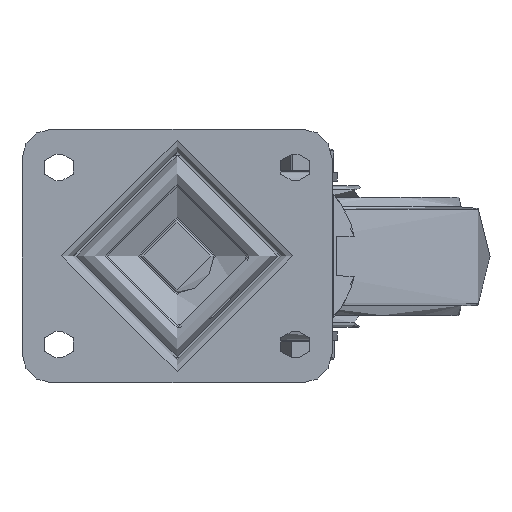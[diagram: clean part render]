
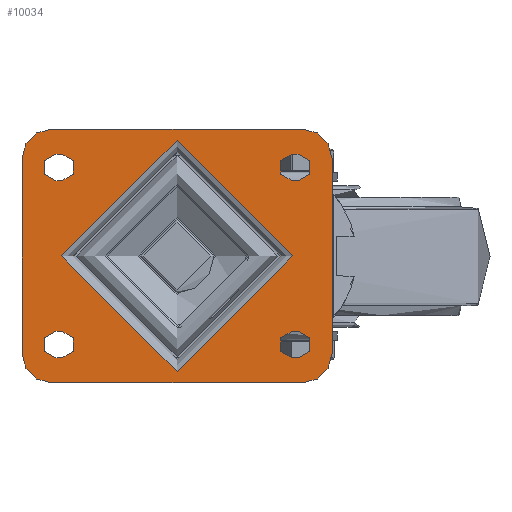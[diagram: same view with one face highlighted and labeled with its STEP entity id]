
A CAD part, top view. The second image highlights one B-rep face of the part: STEP entity #10034.
In plain terms, the highlighted planar face has unit normal (0, 0, 1).
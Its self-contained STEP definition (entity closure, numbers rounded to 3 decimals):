
#378=FACE_BOUND('',#3476,.T.);
#379=FACE_BOUND('',#3477,.T.);
#380=FACE_BOUND('',#3478,.T.);
#381=FACE_BOUND('',#3479,.T.);
#382=FACE_BOUND('',#3480,.T.);
#541=PLANE('',#10968);
#1278=LINE('',#15768,#2029);
#1279=LINE('',#15769,#2030);
#1280=LINE('',#15770,#2031);
#1281=LINE('',#15771,#2032);
#1282=LINE('',#15772,#2033);
#1283=LINE('',#15773,#2034);
#1284=LINE('',#15774,#2035);
#1285=LINE('',#15775,#2036);
#1286=LINE('',#15776,#2037);
#1287=LINE('',#15777,#2038);
#1288=LINE('',#15778,#2039);
#1289=LINE('',#15779,#2040);
#2029=VECTOR('',#12572,1000.);
#2030=VECTOR('',#12573,1000.);
#2031=VECTOR('',#12574,1000.);
#2032=VECTOR('',#12575,1000.);
#2033=VECTOR('',#12576,1000.);
#2034=VECTOR('',#12577,1000.);
#2035=VECTOR('',#12578,1000.);
#2036=VECTOR('',#12579,1000.);
#2037=VECTOR('',#12580,1000.);
#2038=VECTOR('',#12581,1000.);
#2039=VECTOR('',#12582,1000.);
#2040=VECTOR('',#12583,1000.);
#2872=FACE_OUTER_BOUND('',#3475,.T.);
#3475=EDGE_LOOP('',(#7647,#7648,#7649,#7650,#7651,#7652,#7653,#7654));
#3476=EDGE_LOOP('',(#7655));
#3477=EDGE_LOOP('',(#7656,#7657,#7658,#7659));
#3478=EDGE_LOOP('',(#7660,#7661,#7662,#7663));
#3479=EDGE_LOOP('',(#7664,#7665,#7666,#7667));
#3480=EDGE_LOOP('',(#7668,#7669,#7670,#7671));
#3971=CIRCLE('',#10637,4.5);
#3973=CIRCLE('',#10640,4.5);
#3975=CIRCLE('',#10643,4.5);
#3977=CIRCLE('',#10646,4.5);
#3979=CIRCLE('',#10649,4.5);
#3981=CIRCLE('',#10652,4.5);
#3983=CIRCLE('',#10655,4.5);
#3985=CIRCLE('',#10658,4.5);
#3986=CIRCLE('',#10660,10.);
#3988=CIRCLE('',#10663,10.);
#3990=CIRCLE('',#10666,10.);
#3992=CIRCLE('',#10669,10.);
#4002=CIRCLE('',#10683,39.);
#4394=VERTEX_POINT('',#14554);
#4395=VERTEX_POINT('',#14556);
#4398=VERTEX_POINT('',#14563);
#4399=VERTEX_POINT('',#14565);
#4402=VERTEX_POINT('',#14572);
#4403=VERTEX_POINT('',#14574);
#4406=VERTEX_POINT('',#14581);
#4407=VERTEX_POINT('',#14583);
#4410=VERTEX_POINT('',#14590);
#4411=VERTEX_POINT('',#14592);
#4414=VERTEX_POINT('',#14599);
#4415=VERTEX_POINT('',#14601);
#4418=VERTEX_POINT('',#14608);
#4419=VERTEX_POINT('',#14610);
#4422=VERTEX_POINT('',#14617);
#4423=VERTEX_POINT('',#14619);
#4424=VERTEX_POINT('',#14623);
#4425=VERTEX_POINT('',#14624);
#4428=VERTEX_POINT('',#14632);
#4429=VERTEX_POINT('',#14633);
#4432=VERTEX_POINT('',#14641);
#4433=VERTEX_POINT('',#14642);
#4436=VERTEX_POINT('',#14650);
#4437=VERTEX_POINT('',#14651);
#4446=VERTEX_POINT('',#14677);
#5346=EDGE_CURVE('',#4395,#4394,#3971,.T.);
#5350=EDGE_CURVE('',#4399,#4398,#3973,.T.);
#5354=EDGE_CURVE('',#4403,#4402,#3975,.T.);
#5358=EDGE_CURVE('',#4407,#4406,#3977,.T.);
#5362=EDGE_CURVE('',#4411,#4410,#3979,.T.);
#5366=EDGE_CURVE('',#4415,#4414,#3981,.T.);
#5370=EDGE_CURVE('',#4419,#4418,#3983,.T.);
#5374=EDGE_CURVE('',#4423,#4422,#3985,.T.);
#5376=EDGE_CURVE('',#4424,#4425,#3986,.T.);
#5380=EDGE_CURVE('',#4428,#4429,#3988,.T.);
#5384=EDGE_CURVE('',#4432,#4433,#3990,.T.);
#5388=EDGE_CURVE('',#4436,#4437,#3992,.T.);
#5401=EDGE_CURVE('',#4446,#4446,#4002,.T.);
#5772=EDGE_CURVE('',#4433,#4436,#1278,.T.);
#5773=EDGE_CURVE('',#4429,#4432,#1279,.T.);
#5774=EDGE_CURVE('',#4425,#4428,#1280,.T.);
#5775=EDGE_CURVE('',#4437,#4424,#1281,.T.);
#5776=EDGE_CURVE('',#4418,#4423,#1282,.T.);
#5777=EDGE_CURVE('',#4422,#4419,#1283,.T.);
#5778=EDGE_CURVE('',#4410,#4415,#1284,.T.);
#5779=EDGE_CURVE('',#4414,#4411,#1285,.T.);
#5780=EDGE_CURVE('',#4402,#4407,#1286,.T.);
#5781=EDGE_CURVE('',#4406,#4403,#1287,.T.);
#5782=EDGE_CURVE('',#4394,#4399,#1288,.T.);
#5783=EDGE_CURVE('',#4398,#4395,#1289,.T.);
#7647=ORIENTED_EDGE('',*,*,#5388,.F.);
#7648=ORIENTED_EDGE('',*,*,#5772,.F.);
#7649=ORIENTED_EDGE('',*,*,#5384,.F.);
#7650=ORIENTED_EDGE('',*,*,#5773,.F.);
#7651=ORIENTED_EDGE('',*,*,#5380,.F.);
#7652=ORIENTED_EDGE('',*,*,#5774,.F.);
#7653=ORIENTED_EDGE('',*,*,#5376,.F.);
#7654=ORIENTED_EDGE('',*,*,#5775,.F.);
#7655=ORIENTED_EDGE('',*,*,#5401,.F.);
#7656=ORIENTED_EDGE('',*,*,#5776,.T.);
#7657=ORIENTED_EDGE('',*,*,#5374,.T.);
#7658=ORIENTED_EDGE('',*,*,#5777,.T.);
#7659=ORIENTED_EDGE('',*,*,#5370,.T.);
#7660=ORIENTED_EDGE('',*,*,#5778,.T.);
#7661=ORIENTED_EDGE('',*,*,#5366,.T.);
#7662=ORIENTED_EDGE('',*,*,#5779,.T.);
#7663=ORIENTED_EDGE('',*,*,#5362,.T.);
#7664=ORIENTED_EDGE('',*,*,#5780,.T.);
#7665=ORIENTED_EDGE('',*,*,#5358,.T.);
#7666=ORIENTED_EDGE('',*,*,#5781,.T.);
#7667=ORIENTED_EDGE('',*,*,#5354,.T.);
#7668=ORIENTED_EDGE('',*,*,#5782,.T.);
#7669=ORIENTED_EDGE('',*,*,#5350,.T.);
#7670=ORIENTED_EDGE('',*,*,#5783,.T.);
#7671=ORIENTED_EDGE('',*,*,#5346,.T.);
#10034=ADVANCED_FACE('',(#2872,#378,#379,#380,#381,#382),#541,.T.);
#10637=AXIS2_PLACEMENT_3D('',#14557,#11702,#11703);
#10640=AXIS2_PLACEMENT_3D('',#14566,#11710,#11711);
#10643=AXIS2_PLACEMENT_3D('',#14575,#11718,#11719);
#10646=AXIS2_PLACEMENT_3D('',#14584,#11726,#11727);
#10649=AXIS2_PLACEMENT_3D('',#14593,#11734,#11735);
#10652=AXIS2_PLACEMENT_3D('',#14602,#11742,#11743);
#10655=AXIS2_PLACEMENT_3D('',#14611,#11750,#11751);
#10658=AXIS2_PLACEMENT_3D('',#14620,#11758,#11759);
#10660=AXIS2_PLACEMENT_3D('',#14625,#11763,#11764);
#10663=AXIS2_PLACEMENT_3D('',#14634,#11771,#11772);
#10666=AXIS2_PLACEMENT_3D('',#14643,#11779,#11780);
#10669=AXIS2_PLACEMENT_3D('',#14652,#11787,#11788);
#10683=AXIS2_PLACEMENT_3D('',#14678,#11818,#11819);
#10968=AXIS2_PLACEMENT_3D('',#15767,#12570,#12571);
#11702=DIRECTION('center_axis',(0.,0.,-1.));
#11703=DIRECTION('ref_axis',(1.,0.,0.));
#11710=DIRECTION('center_axis',(0.,0.,-1.));
#11711=DIRECTION('ref_axis',(-1.,0.,0.));
#11718=DIRECTION('center_axis',(0.,0.,-1.));
#11719=DIRECTION('ref_axis',(1.,0.,0.));
#11726=DIRECTION('center_axis',(0.,0.,-1.));
#11727=DIRECTION('ref_axis',(-1.,0.,0.));
#11734=DIRECTION('center_axis',(0.,0.,-1.));
#11735=DIRECTION('ref_axis',(-1.,0.,0.));
#11742=DIRECTION('center_axis',(0.,0.,-1.));
#11743=DIRECTION('ref_axis',(1.,0.,0.));
#11750=DIRECTION('center_axis',(0.,0.,-1.));
#11751=DIRECTION('ref_axis',(-1.,0.,0.));
#11758=DIRECTION('center_axis',(0.,0.,-1.));
#11759=DIRECTION('ref_axis',(1.,0.,0.));
#11763=DIRECTION('center_axis',(0.,0.,-1.));
#11764=DIRECTION('ref_axis',(-0.707,0.707,0.));
#11771=DIRECTION('center_axis',(0.,0.,-1.));
#11772=DIRECTION('ref_axis',(0.707,0.707,0.));
#11779=DIRECTION('center_axis',(0.,0.,-1.));
#11780=DIRECTION('ref_axis',(0.707,-0.707,0.));
#11787=DIRECTION('center_axis',(0.,0.,-1.));
#11788=DIRECTION('ref_axis',(-0.707,-0.707,0.));
#11818=DIRECTION('center_axis',(0.,0.,1.));
#11819=DIRECTION('ref_axis',(0.,-1.,0.));
#12570=DIRECTION('center_axis',(0.,0.,1.));
#12571=DIRECTION('ref_axis',(1.,0.,0.));
#12572=DIRECTION('',(-1.,0.,0.));
#12573=DIRECTION('',(0.,-1.,0.));
#12574=DIRECTION('',(1.,0.,0.));
#12575=DIRECTION('',(0.,1.,0.));
#12576=DIRECTION('',(-1.,0.,0.));
#12577=DIRECTION('',(1.,0.,0.));
#12578=DIRECTION('',(-1.,0.,0.));
#12579=DIRECTION('',(1.,0.,0.));
#12580=DIRECTION('',(1.,0.,0.));
#12581=DIRECTION('',(-1.,0.,0.));
#12582=DIRECTION('',(1.,0.,0.));
#12583=DIRECTION('',(-1.,0.,0.));
#14554=CARTESIAN_POINT('',(39.,-25.5,0.));
#14556=CARTESIAN_POINT('',(39.,-34.5,0.));
#14557=CARTESIAN_POINT('Origin',(39.,-30.,0.));
#14563=CARTESIAN_POINT('',(41.,-34.5,0.));
#14565=CARTESIAN_POINT('',(41.,-25.5,0.));
#14566=CARTESIAN_POINT('Origin',(41.,-30.,0.));
#14572=CARTESIAN_POINT('',(39.,34.5,0.));
#14574=CARTESIAN_POINT('',(39.,25.5,0.));
#14575=CARTESIAN_POINT('Origin',(39.,30.,0.));
#14581=CARTESIAN_POINT('',(41.,25.5,0.));
#14583=CARTESIAN_POINT('',(41.,34.5,0.));
#14584=CARTESIAN_POINT('Origin',(41.,30.,0.));
#14590=CARTESIAN_POINT('',(-39.,-34.5,0.));
#14592=CARTESIAN_POINT('',(-39.,-25.5,0.));
#14593=CARTESIAN_POINT('Origin',(-39.,-30.,0.));
#14599=CARTESIAN_POINT('',(-41.,-25.5,0.));
#14601=CARTESIAN_POINT('',(-41.,-34.5,0.));
#14602=CARTESIAN_POINT('Origin',(-41.,-30.,0.));
#14608=CARTESIAN_POINT('',(-39.,25.5,0.));
#14610=CARTESIAN_POINT('',(-39.,34.5,0.));
#14611=CARTESIAN_POINT('Origin',(-39.,30.,0.));
#14617=CARTESIAN_POINT('',(-41.,34.5,0.));
#14619=CARTESIAN_POINT('',(-41.,25.5,0.));
#14620=CARTESIAN_POINT('Origin',(-41.,30.,0.));
#14623=CARTESIAN_POINT('',(-52.5,33.,0.));
#14624=CARTESIAN_POINT('',(-42.5,43.,0.));
#14625=CARTESIAN_POINT('Origin',(-42.5,33.,0.));
#14632=CARTESIAN_POINT('',(42.5,43.,0.));
#14633=CARTESIAN_POINT('',(52.5,33.,0.));
#14634=CARTESIAN_POINT('Origin',(42.5,33.,0.));
#14641=CARTESIAN_POINT('',(52.5,-33.,0.));
#14642=CARTESIAN_POINT('',(42.5,-43.,0.));
#14643=CARTESIAN_POINT('Origin',(42.5,-33.,0.));
#14650=CARTESIAN_POINT('',(-42.5,-43.,0.));
#14651=CARTESIAN_POINT('',(-52.5,-33.,0.));
#14652=CARTESIAN_POINT('Origin',(-42.5,-33.,0.));
#14677=CARTESIAN_POINT('',(39.,0.,0.));
#14678=CARTESIAN_POINT('Origin',(0.,0.,0.));
#15767=CARTESIAN_POINT('Origin',(0.,0.,0.));
#15768=CARTESIAN_POINT('',(52.5,-43.,0.));
#15769=CARTESIAN_POINT('',(52.5,43.,0.));
#15770=CARTESIAN_POINT('',(-52.5,43.,0.));
#15771=CARTESIAN_POINT('',(-52.5,-43.,0.));
#15772=CARTESIAN_POINT('',(-41.,25.5,0.));
#15773=CARTESIAN_POINT('',(-41.,34.5,0.));
#15774=CARTESIAN_POINT('',(-41.,-34.5,0.));
#15775=CARTESIAN_POINT('',(-41.,-25.5,0.));
#15776=CARTESIAN_POINT('',(41.,34.5,0.));
#15777=CARTESIAN_POINT('',(41.,25.5,0.));
#15778=CARTESIAN_POINT('',(41.,-25.5,0.));
#15779=CARTESIAN_POINT('',(41.,-34.5,0.));
